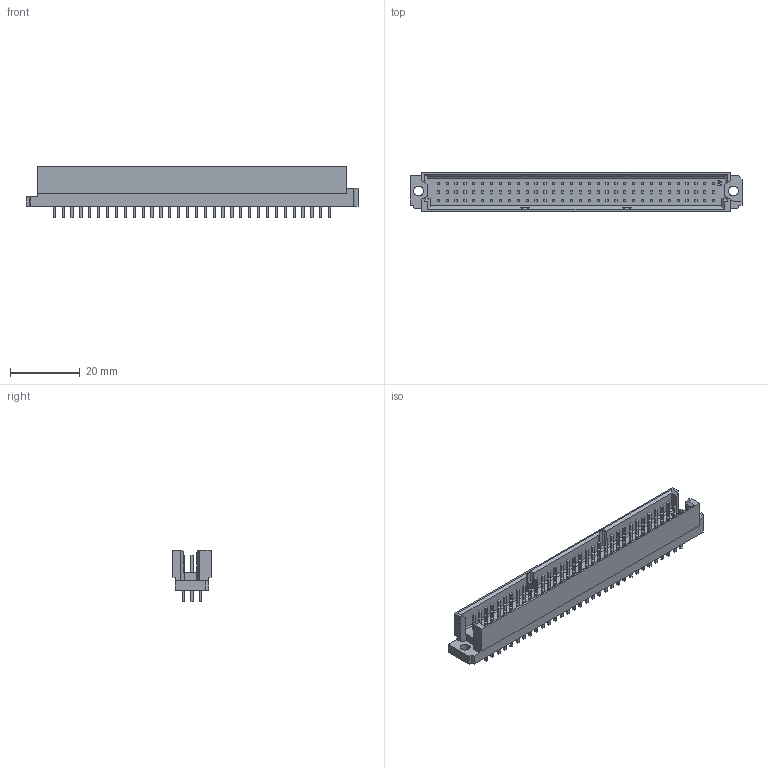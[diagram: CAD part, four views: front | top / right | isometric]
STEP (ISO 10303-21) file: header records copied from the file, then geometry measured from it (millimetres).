
FILE_DESCRIPTION((''),'2;1');
FILE_NAME('C-650908-5','2019-01-24T07:18:21',('workeradm'),('TE Connectivity Ltd.'),'CREO PARAMETRIC BY PTC INC, 2018190','CREO PARAMETRIC BY PTC INC, 2018190','');
FILE_SCHEMA(('AUTOMOTIVE_DESIGN { 1 0 10303 214 1 1 1 1 }'));
Length unit declared in the file: millimetre
Products named in the file (1): C-650908-5
Bounding box: 94.87 x 11 x 14.8 mm (x, y, z)
Volume: 6222 mm3; surface area: 7362.8 mm2
Topology: 1 solids, 1 shells, 1074 faces, 2615 edges, 1738 vertices
Faces by surface type: plane 1044, cylinder 22, bspline 8
Entity records: 31048 total; most frequent: CARTESIAN_POINT 5762, ORIENTED_EDGE 5230, DIRECTION 4719, EDGE_CURVE 2615, VECTOR 2547, LINE 2547, VERTEX_POINT 1738, EDGE_LOOP 1273
